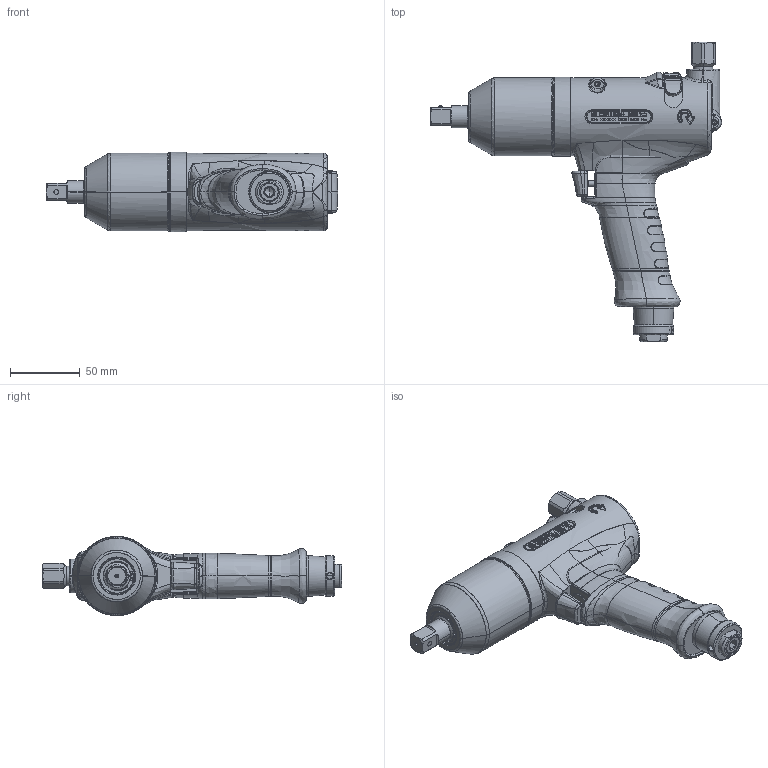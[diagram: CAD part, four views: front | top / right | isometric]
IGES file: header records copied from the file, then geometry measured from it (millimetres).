
Start section:  PTC IGES file: 120phha554.igs
Global section: file name: 120phha554.igs; native system: Pro/ENGINEER by Parametric Technology Corporation; preprocessor: 2008400; author: c584d; organization: Unknown; date: 20120515.143936; units: millimetre
Bounding box: 209.09 x 215 x 56.9 mm (x, y, z)
Surface area: 64589.6 mm2 (no closed solid volume)
Topology: 0 solids, 0 shells, 881 faces, 6121 edges, 6109 vertices
Faces by surface type: bspline 577, revolution 304
